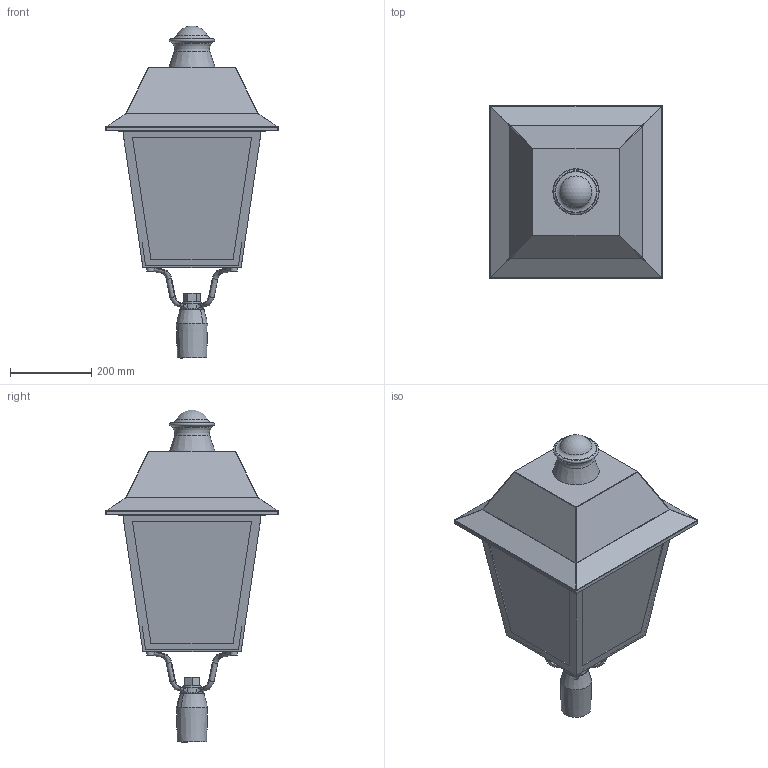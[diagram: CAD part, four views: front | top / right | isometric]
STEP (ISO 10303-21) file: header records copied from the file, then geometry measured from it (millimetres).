
FILE_DESCRIPTION (( 'STEP AP214' ), '1' );
FILE_NAME ('Villa_Perfromance.STEP', '2025-05-30T12:03:12', ( '' ), ( '' ), 'SwSTEP 2.0', 'SolidWorks 2024', '' );
FILE_SCHEMA (( 'AUTOMOTIVE_DESIGN' ));
Length unit declared in the file: millimetre
Products named in the file (1): Villa_Perfromance
Bounding box: 424.88 x 424.88 x 816.05 mm (x, y, z)
Volume: 3187873.2 mm3; surface area: 1782435.3 mm2
Topology: 12 solids, 12 shells, 308 faces, 781 edges, 506 vertices
Faces by surface type: plane 158, cylinder 74, bspline 37, torus 16, cone 14, sphere 9
Full cylindrical faces by diameter (mm): 20.5 x2, 24 x1, 25 x1, 27 x1, 44 x1
Entity records: 11825 total; most frequent: CARTESIAN_POINT 4759, ORIENTED_EDGE 1520, DIRECTION 1258, EDGE_CURVE 760, VERTEX_POINT 498, AXIS2_PLACEMENT_3D 435, LINE 388, VECTOR 388
